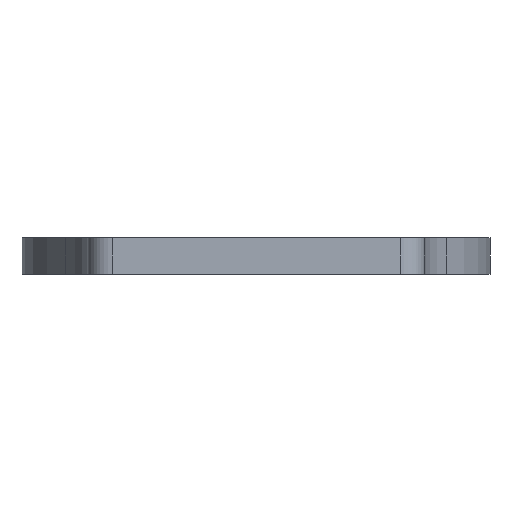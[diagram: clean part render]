
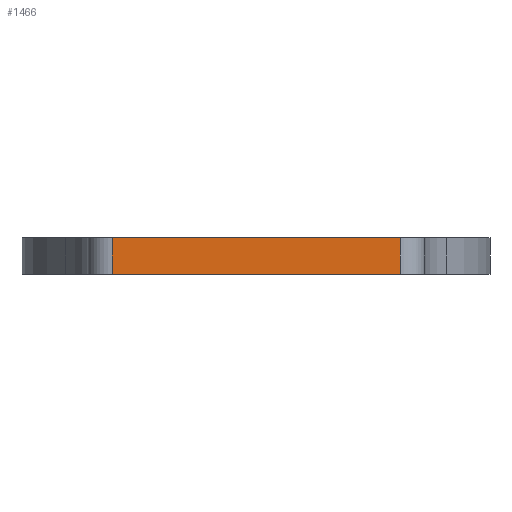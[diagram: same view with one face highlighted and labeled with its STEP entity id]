
A CAD part, front view. The second image highlights one B-rep face of the part: STEP entity #1466.
In plain terms, the highlighted planar face has unit normal (0, -1, 0).
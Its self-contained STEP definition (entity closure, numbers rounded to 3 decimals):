
#20 = LINE ( 'NONE', #1505, #1722 ) ;
#29 = VERTEX_POINT ( 'NONE', #67 ) ;
#67 = CARTESIAN_POINT ( 'NONE',  ( 12., -21., 0. ) ) ;
#183 = VECTOR ( 'NONE', #294, 1000. ) ;
#205 = DIRECTION ( 'NONE',  ( 0., 1., 0. ) ) ;
#273 = VERTEX_POINT ( 'NONE', #1214 ) ;
#294 = DIRECTION ( 'NONE',  ( 1., 0., 0. ) ) ;
#326 = FACE_OUTER_BOUND ( 'NONE', #798, .T. ) ;
#386 = EDGE_CURVE ( 'NONE', #661, #273, #1995, .T. ) ;
#403 = LINE ( 'NONE', #1543, #1234 ) ;
#449 = CARTESIAN_POINT ( 'NONE',  ( -14., -21., 0. ) ) ;
#498 = CARTESIAN_POINT ( 'NONE',  ( -14., -21., 3. ) ) ;
#588 = DIRECTION ( 'NONE',  ( 0., 0., 1. ) ) ;
#633 = DIRECTION ( 'NONE',  ( 0., 0., -1. ) ) ;
#642 = VECTOR ( 'NONE', #1280, 1000. ) ;
#661 = VERTEX_POINT ( 'NONE', #1292 ) ;
#798 = EDGE_LOOP ( 'NONE', ( #820, #958, #1687, #1696 ) ) ;
#820 = ORIENTED_EDGE ( 'NONE', *, *, #1807, .T. ) ;
#904 = CARTESIAN_POINT ( 'NONE',  ( -12., -21., 0. ) ) ;
#958 = ORIENTED_EDGE ( 'NONE', *, *, #1705, .T. ) ;
#1214 = CARTESIAN_POINT ( 'NONE',  ( 12., -21., 3. ) ) ;
#1234 = VECTOR ( 'NONE', #633, 1000. ) ;
#1280 = DIRECTION ( 'NONE',  ( 1., 0., 0. ) ) ;
#1288 = DIRECTION ( 'NONE',  ( 0., 0., 1. ) ) ;
#1292 = CARTESIAN_POINT ( 'NONE',  ( -12., -21., 3. ) ) ;
#1466 = ADVANCED_FACE ( 'NONE', ( #326 ), #1586, .F. ) ;
#1505 = CARTESIAN_POINT ( 'NONE',  ( 12., -21., 3. ) ) ;
#1540 = AXIS2_PLACEMENT_3D ( 'NONE', #498, #205, #1288 ) ;
#1543 = CARTESIAN_POINT ( 'NONE',  ( -12., -21., 3. ) ) ;
#1586 = PLANE ( 'NONE',  #1540 ) ;
#1687 = ORIENTED_EDGE ( 'NONE', *, *, #386, .F. ) ;
#1696 = ORIENTED_EDGE ( 'NONE', *, *, #1851, .T. ) ;
#1705 = EDGE_CURVE ( 'NONE', #29, #273, #20, .T. ) ;
#1721 = VERTEX_POINT ( 'NONE', #904 ) ;
#1722 = VECTOR ( 'NONE', #588, 1000. ) ;
#1807 = EDGE_CURVE ( 'NONE', #1721, #29, #1828, .T. ) ;
#1828 = LINE ( 'NONE', #449, #183 ) ;
#1851 = EDGE_CURVE ( 'NONE', #661, #1721, #403, .T. ) ;
#1888 = CARTESIAN_POINT ( 'NONE',  ( -14., -21., 3. ) ) ;
#1995 = LINE ( 'NONE', #1888, #642 ) ;
